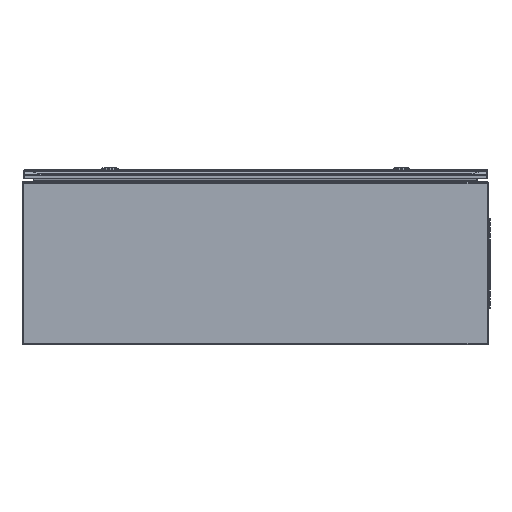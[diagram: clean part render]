
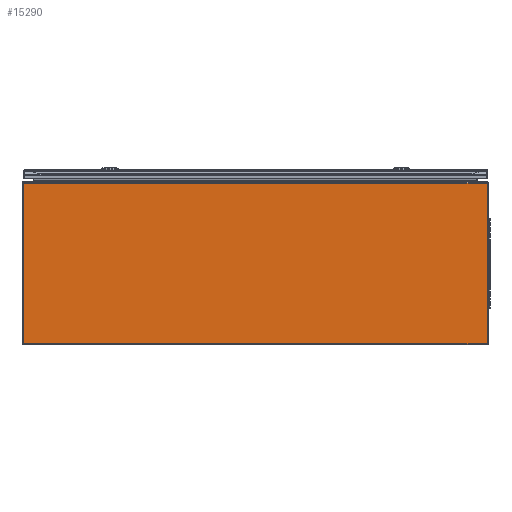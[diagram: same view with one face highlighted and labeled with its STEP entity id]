
A CAD part, left-side view. The second image highlights one B-rep face of the part: STEP entity #15290.
In plain terms, the highlighted planar face has unit normal (-1, 0, 0).
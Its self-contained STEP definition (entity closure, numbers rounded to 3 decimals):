
#3999 = VERTEX_POINT ( 'NONE', #28240 ) ;
#4011 = VERTEX_POINT ( 'NONE', #28236 ) ;
#4024 = VERTEX_POINT ( 'NONE', #28252 ) ;
#4026 = VERTEX_POINT ( 'NONE', #28241 ) ;
#7944 = EDGE_LOOP ( 'NONE', ( #20258, #20294, #20319, #20214 ) ) ;
#10792 = AXIS2_PLACEMENT_3D ( 'NONE', #13223, #13269, #13233 ) ;
#13223 = CARTESIAN_POINT ( 'NONE',  ( -400., -400., 297. ) ) ;
#13233 = DIRECTION ( 'NONE',  ( 0., 0., -1. ) ) ;
#13269 = DIRECTION ( 'NONE',  ( 1., 0., 0. ) ) ;
#13324 = PLANE ( 'NONE',  #10792 ) ;
#15290 = ADVANCED_FACE ( 'NONE', ( #24037 ), #13324, .F. ) ;
#18065 = EDGE_CURVE ( 'NONE', #4024, #4026, #32306, .T. ) ;
#18099 = EDGE_CURVE ( 'NONE', #3999, #4024, #32346, .T. ) ;
#18124 = EDGE_CURVE ( 'NONE', #4011, #3999, #32417, .T. ) ;
#18145 = EDGE_CURVE ( 'NONE', #4026, #4011, #32457, .T. ) ;
#20214 = ORIENTED_EDGE ( 'NONE', *, *, #18099, .T. ) ;
#20258 = ORIENTED_EDGE ( 'NONE', *, *, #18065, .T. ) ;
#20294 = ORIENTED_EDGE ( 'NONE', *, *, #18145, .T. ) ;
#20319 = ORIENTED_EDGE ( 'NONE', *, *, #18124, .T. ) ;
#22818 = DIRECTION ( 'NONE',  ( 0., 0., 1. ) ) ;
#22852 = CARTESIAN_POINT ( 'NONE',  ( -400., -397.6, 297. ) ) ;
#23021 = CARTESIAN_POINT ( 'NONE',  ( -400., -400., 2.4 ) ) ;
#23041 = DIRECTION ( 'NONE',  ( 0., -1., 0. ) ) ;
#23050 = DIRECTION ( 'NONE',  ( 0., 0., -1. ) ) ;
#23061 = CARTESIAN_POINT ( 'NONE',  ( -400., 397.6, 297. ) ) ;
#23229 = DIRECTION ( 'NONE',  ( 0., 1., 0. ) ) ;
#23242 = CARTESIAN_POINT ( 'NONE',  ( -400., -400., 277.6 ) ) ;
#24037 = FACE_OUTER_BOUND ( 'NONE', #7944, .T. ) ;
#28236 = CARTESIAN_POINT ( 'NONE',  ( -400., 397.6, 277.6 ) ) ;
#28240 = CARTESIAN_POINT ( 'NONE',  ( -400., 397.6, 2.4 ) ) ;
#28241 = CARTESIAN_POINT ( 'NONE',  ( -400., -397.6, 277.6 ) ) ;
#28252 = CARTESIAN_POINT ( 'NONE',  ( -400., -397.6, 2.4 ) ) ;
#32306 = LINE ( 'NONE', #22852, #32327 ) ;
#32327 = VECTOR ( 'NONE', #22818, 1000. ) ;
#32340 = VECTOR ( 'NONE', #23041, 1000. ) ;
#32346 = LINE ( 'NONE', #23021, #32340 ) ;
#32406 = VECTOR ( 'NONE', #23229, 1000. ) ;
#32417 = LINE ( 'NONE', #23061, #32424 ) ;
#32424 = VECTOR ( 'NONE', #23050, 1000. ) ;
#32457 = LINE ( 'NONE', #23242, #32406 ) ;
